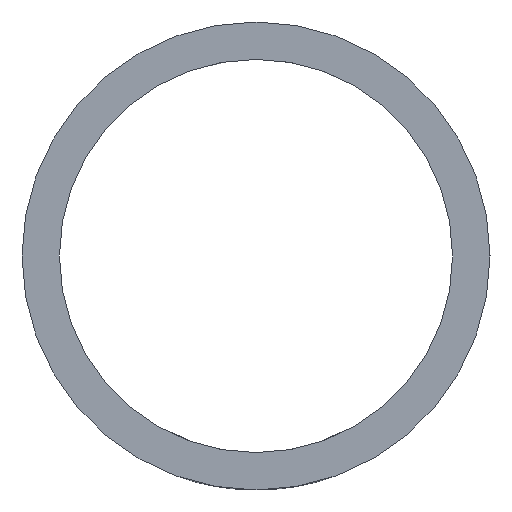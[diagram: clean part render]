
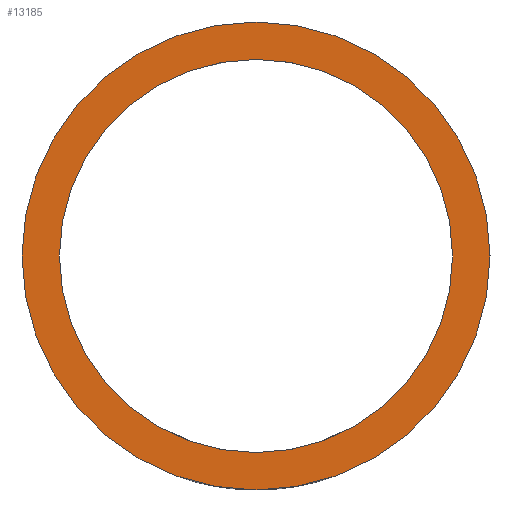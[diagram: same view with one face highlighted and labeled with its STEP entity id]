
A CAD part, left-side view. The second image highlights one B-rep face of the part: STEP entity #13185.
In plain terms, the highlighted planar face has unit normal (-1, 0, 0).
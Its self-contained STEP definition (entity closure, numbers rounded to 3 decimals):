
#231 = VERTEX_POINT ( 'NONE', #8184 ) ;
#366 = DIRECTION ( 'NONE',  ( 0., 0., -1. ) ) ;
#640 = CARTESIAN_POINT ( 'NONE',  ( -900., 0., -12.5 ) ) ;
#906 = DIRECTION ( 'NONE',  ( 0., 0., -1. ) ) ;
#1460 = CARTESIAN_POINT ( 'NONE',  ( -900., 0., 0. ) ) ;
#1932 = AXIS2_PLACEMENT_3D ( 'NONE', #1460, #6381, #366 ) ;
#2029 = ORIENTED_EDGE ( 'NONE', *, *, #8686, .F. ) ;
#2312 = CARTESIAN_POINT ( 'NONE',  ( -900., 0., 0. ) ) ;
#2609 = VERTEX_POINT ( 'NONE', #14407 ) ;
#3182 = EDGE_LOOP ( 'NONE', ( #2029, #5331 ) ) ;
#3204 = ORIENTED_EDGE ( 'NONE', *, *, #5322, .T. ) ;
#3861 = AXIS2_PLACEMENT_3D ( 'NONE', #5071, #13686, #8647 ) ;
#3920 = DIRECTION ( 'NONE',  ( 0., 0., -1. ) ) ;
#4466 = CIRCLE ( 'NONE', #10534, 10.5 ) ;
#4651 = DIRECTION ( 'NONE',  ( 1., 0., 0. ) ) ;
#4703 = VERTEX_POINT ( 'NONE', #640 ) ;
#5071 = CARTESIAN_POINT ( 'NONE',  ( -900., 0., 0. ) ) ;
#5322 = EDGE_CURVE ( 'NONE', #12812, #2609, #11923, .T. ) ;
#5331 = ORIENTED_EDGE ( 'NONE', *, *, #13637, .F. ) ;
#5830 = DIRECTION ( 'NONE',  ( 1., 0., 0. ) ) ;
#5970 = FACE_OUTER_BOUND ( 'NONE', #3182, .T. ) ;
#6381 = DIRECTION ( 'NONE',  ( 1., 0., 0. ) ) ;
#6521 = CARTESIAN_POINT ( 'NONE',  ( -900., 0., 0. ) ) ;
#7273 = EDGE_LOOP ( 'NONE', ( #3204, #8630 ) ) ;
#7319 = FACE_BOUND ( 'NONE', #7273, .T. ) ;
#7511 = AXIS2_PLACEMENT_3D ( 'NONE', #9625, #5830, #906 ) ;
#8184 = CARTESIAN_POINT ( 'NONE',  ( -900., 0., 12.5 ) ) ;
#8630 = ORIENTED_EDGE ( 'NONE', *, *, #10027, .T. ) ;
#8647 = DIRECTION ( 'NONE',  ( 0., 0., -1. ) ) ;
#8686 = EDGE_CURVE ( 'NONE', #231, #4703, #9153, .T. ) ;
#9153 = CIRCLE ( 'NONE', #7511, 12.5 ) ;
#9216 = AXIS2_PLACEMENT_3D ( 'NONE', #6521, #15145, #3920 ) ;
#9625 = CARTESIAN_POINT ( 'NONE',  ( -900., 0., 0. ) ) ;
#10027 = EDGE_CURVE ( 'NONE', #2609, #12812, #4466, .T. ) ;
#10420 = CIRCLE ( 'NONE', #1932, 12.5 ) ;
#10534 = AXIS2_PLACEMENT_3D ( 'NONE', #2312, #4651, #15654 ) ;
#11445 = PLANE ( 'NONE',  #9216 ) ;
#11923 = CIRCLE ( 'NONE', #3861, 10.5 ) ;
#12812 = VERTEX_POINT ( 'NONE', #15003 ) ;
#13185 = ADVANCED_FACE ( 'NONE', ( #5970, #7319 ), #11445, .F. ) ;
#13637 = EDGE_CURVE ( 'NONE', #4703, #231, #10420, .T. ) ;
#13686 = DIRECTION ( 'NONE',  ( 1., 0., 0. ) ) ;
#14407 = CARTESIAN_POINT ( 'NONE',  ( -900., 0., -10.5 ) ) ;
#15003 = CARTESIAN_POINT ( 'NONE',  ( -900., 0., 10.5 ) ) ;
#15145 = DIRECTION ( 'NONE',  ( 1., 0., 0. ) ) ;
#15654 = DIRECTION ( 'NONE',  ( 0., 0., -1. ) ) ;
